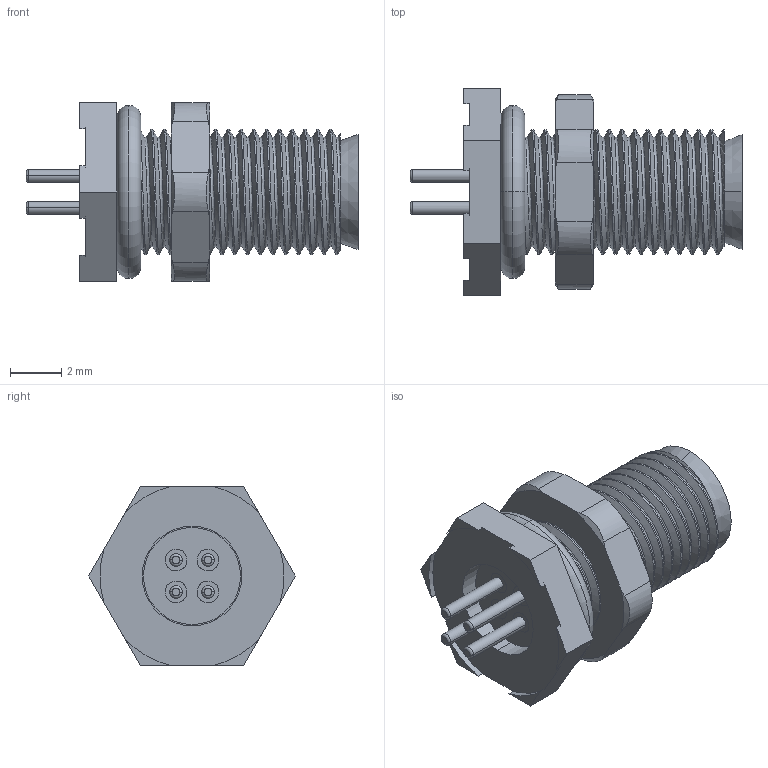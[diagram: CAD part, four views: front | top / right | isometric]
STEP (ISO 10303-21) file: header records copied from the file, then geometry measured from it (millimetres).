
FILE_DESCRIPTION(('FreeCAD Model'),'2;1');
FILE_NAME('Open CASCADE Shape Model','2023-07-05T00:51:05',(''),(''), 'Open CASCADE STEP processor 7.6','FreeCAD','Unknown');
FILE_SCHEMA(('AUTOMOTIVE_DESIGN { 1 0 10303 214 1 1 1 1 }'));
Length unit declared in the file: millimetre
Products named in the file (7): 54-00097_revA; M5Male_panel mount threads; M5nut; M5_oring_large; M5F4P_PCB_short; M5M4P_short; M5_male pin_PCB
Assembly tree (9 placements, depth 3):
  54-00097_revA
    M5Male_panel mount threads
    M5nut
    M5_oring_large
    M5F4P_PCB_short
      M5M4P_short
      M5_male pin_PCB  x4
Bounding box: 13 x 8.08 x 7 mm (x, y, z)
Volume: 211.3 mm3; surface area: 941.6 mm2
Topology: 8 solids, 8 shells, 251 faces, 606 edges, 394 vertices
Faces by surface type: cylinder 143, plane 64, cone 18, torus 12, sphere 8, bspline 6
Entity records: 19519 total; most frequent: CARTESIAN_POINT 10433, DIRECTION 1473, ORIENTED_EDGE 896, PCURVE 896, DEFINITIONAL_REPRESENTATION 896, LINE 749, VECTOR 749, EDGE_CURVE 448
